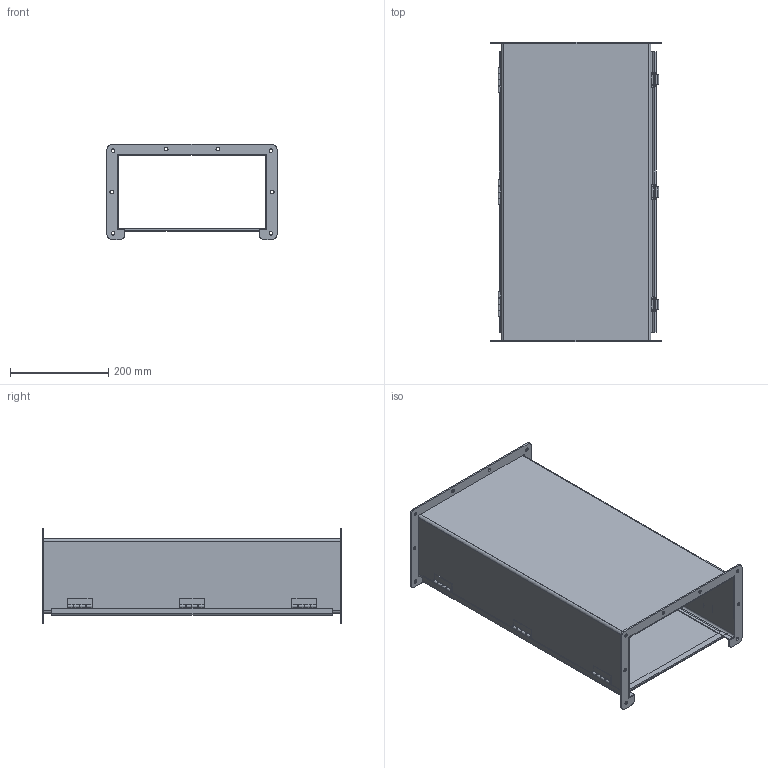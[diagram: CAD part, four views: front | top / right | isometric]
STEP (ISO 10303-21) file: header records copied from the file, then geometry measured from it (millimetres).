
FILE_DESCRIPTION(/* description */ ('LJW, BTB, CRS, 24X12X6'),/* implementation_level */ '2;1');
FILE_NAME(/* name */ 'LJW1262.stp',/* time_stamp */ '2015-05-28T22:06:32+06:00',/* author */ ('vdas'),/* organization */ (''),/* preprocessor_version */ 'ST-DEVELOPER v15.2',/* originating_system */ 'Autodesk Inventor 2014',/* authorisation */ '');
FILE_SCHEMA (('AUTOMOTIVE_DESIGN { 1 0 10303 214 3 1 1 }'));
Length unit declared in the file: inch
Products named in the file (17): LJW1262BTB; LJW126RINGP; LJW122LID; LJW122GSK; PART1; PART2; PART3; PART4; PART5; 35011; H6050139T; H6050139L; H6050139P; H6050139; H6050139_1; H6050139_2; LJW1262
Bounding box: 346.07 x 609.6 x 193.68 mm (x, y, z)
Volume: 1267453 mm3; surface area: 1319517.9 mm2
Topology: 29 solids, 29 shells, 527 faces, 1357 edges, 885 vertices
Faces by surface type: plane 320, cylinder 192, bspline 12, cone 3
Full cylindrical faces by diameter (mm): 3.048 x3, 3.302 x12, 3.454 x6, 3.946 x18, 4.286 x12, 7.144 x16
Entity records: 7469 total; most frequent: CARTESIAN_POINT 1307, DIRECTION 1254, ORIENTED_EDGE 1100, EDGE_CURVE 550, AXIS2_PLACEMENT_3D 433, LINE 388, VECTOR 388, VERTEX_POINT 366
